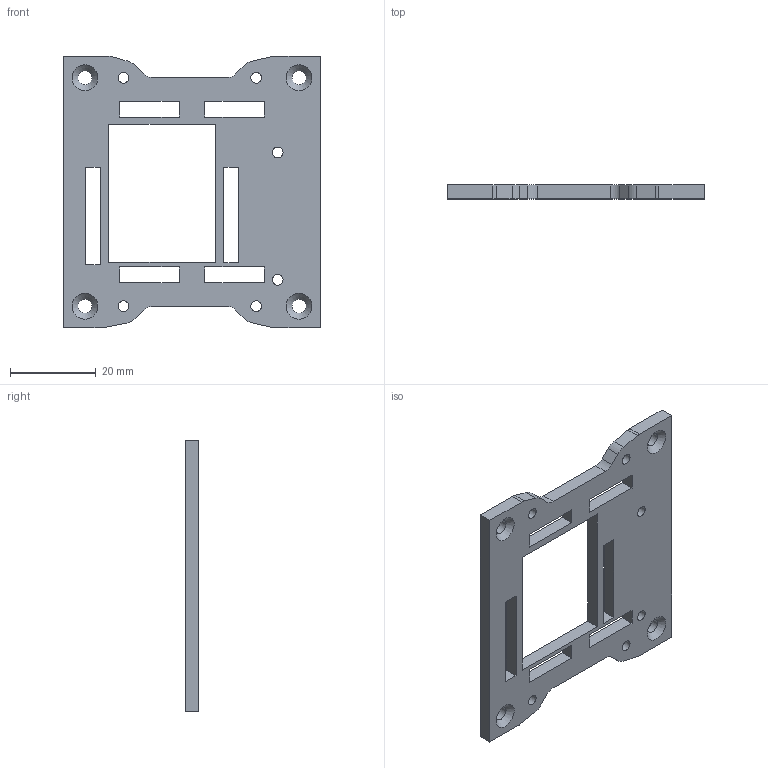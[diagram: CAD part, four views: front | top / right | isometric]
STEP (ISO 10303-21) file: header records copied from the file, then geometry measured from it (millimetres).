
FILE_DESCRIPTION(/* description */ (''),/* implementation_level */ '2;1');
FILE_NAME(/* name */ 'front plate V3 v30.step',/* time_stamp */ '2025-07-17T15:49:59-04:00',/* author */ (''),/* organization */ (''),/* preprocessor_version */ 'ST-DEVELOPER v20.1',/* originating_system */ 'Autodesk Translation Framework v14.10.0.0',/* authorisation */ '');
FILE_SCHEMA (('AUTOMOTIVE_DESIGN { 1 0 10303 214 3 1 1 }'));
Length unit declared in the file: millimetre
Products named in the file (1): front plate V3
Bounding box: 60 x 3.18 x 63.36 mm (x, y, z)
Volume: 7318.8 mm3; surface area: 6836.4 mm2
Topology: 1 solids, 1 shells, 72 faces, 206 edges, 136 vertices
Faces by surface type: plane 46, cylinder 22, cone 4
Full cylindrical faces by diameter (mm): 2.5 x6, 3.3 x4
Entity records: 2454 total; most frequent: CARTESIAN_POINT 415, ORIENTED_EDGE 412, DIRECTION 400, EDGE_CURVE 206, LINE 158, VECTOR 158, VERTEX_POINT 136, AXIS2_PLACEMENT_3D 121
